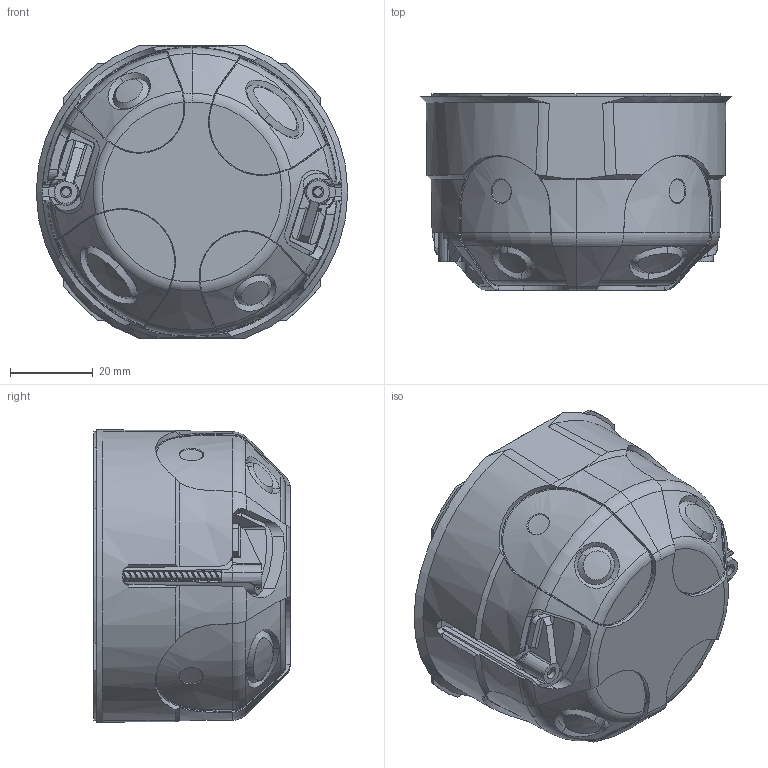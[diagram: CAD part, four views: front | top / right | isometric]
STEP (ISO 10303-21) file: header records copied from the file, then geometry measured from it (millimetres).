
FILE_DESCRIPTION (( 'STEP AP214' ), '1' );
FILE_NAME ('KPZ 68-45.STEP', '2024-02-05T05:50:10', ( '' ), ( '' ), 'SwSTEP 2.0', 'SolidWorks 2020', '' );
FILE_SCHEMA (( 'AUTOMOTIVE_DESIGN' ));
Length unit declared in the file: millimetre
Products named in the file (6): Šroub 3x35 dvojchodý závit; Šroub 3x25 dvojchodý závit; Základ_mìký; PPN 45; Patka; KPZ 68-45
Assembly tree (8 placements, depth 2):
  KPZ 68-45
    PPN 45
    Základ_mìký
    Šroub 3x35 dvojchodý závit  x2
    Patka  x2
    Šroub 3x25 dvojchodý závit  x2
Bounding box: 75.4 x 47.5 x 70.8 mm (x, y, z)
Volume: 37859 mm3; surface area: 54404.3 mm2
Topology: 10 solids, 10 shells, 2063 faces, 5638 edges, 3715 vertices
Faces by surface type: bspline 842, plane 565, cone 320, cylinder 256, torus 62, sphere 18
Entity records: 158779 total; most frequent: CARTESIAN_POINT 107505, ORIENTED_EDGE 9772, EDGE_CURVE 4886, DIRECTION 4595, VERTEX_POINT 3231, B_SPLINE_CURVE_WITH_KNOTS 2483, EDGE_LOOP 1933, ADVANCED_FACE 1796
